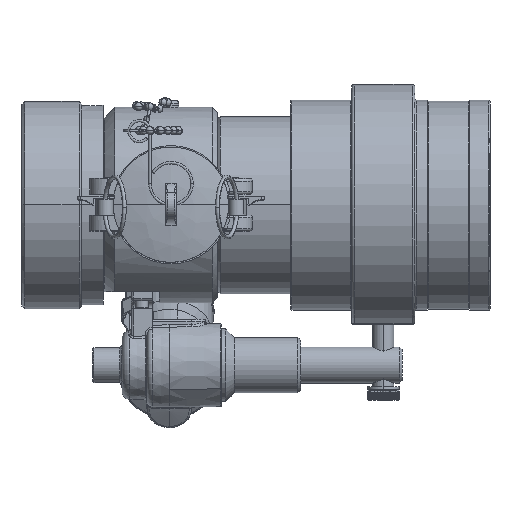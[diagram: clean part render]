
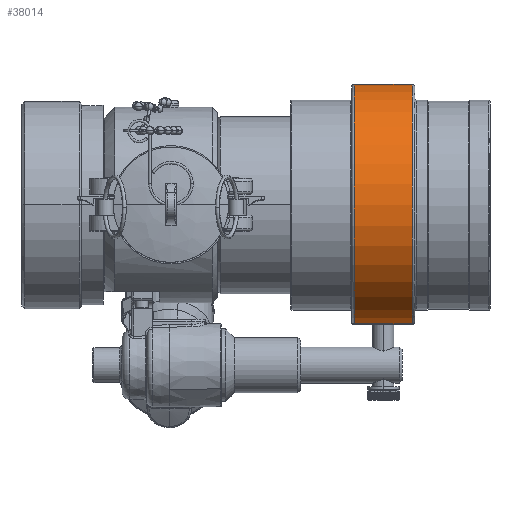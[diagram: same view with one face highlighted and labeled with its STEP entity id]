
A CAD part, top view. The second image highlights one B-rep face of the part: STEP entity #38014.
In plain terms, the highlighted cylindrical face has radius 73.025 mm (diameter 146.05 mm), a partial arc.
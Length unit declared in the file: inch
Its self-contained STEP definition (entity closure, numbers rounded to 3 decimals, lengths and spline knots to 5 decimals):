
#37304=CARTESIAN_POINT('',(4.3665,0.,0.));
#37305=DIRECTION('',(1.,0.,0.));
#37306=DIRECTION('',(0.,-0.985,-0.174));
#37307=AXIS2_PLACEMENT_3D('',#37304,#37305,#37306);
#37324=DIRECTION('',(-1.,0.,0.));
#37325=VECTOR('',#37324,1.38);
#37326=CARTESIAN_POINT('',(5.7465,-2.83103,
0.50088));
#37327=LINE('',#37326,#37325);
#37328=DIRECTION('',(-1.,0.,0.));
#37329=VECTOR('',#37328,1.38);
#37330=CARTESIAN_POINT('',(5.7465,-2.83103,
-0.50088));
#37331=LINE('',#37330,#37329);
#37332=CARTESIAN_POINT('',(5.7465,0.,0.));
#37333=DIRECTION('',(-1.,0.,0.));
#37334=DIRECTION('',(0.,-0.985,0.174));
#37335=AXIS2_PLACEMENT_3D('',#37332,#37333,#37334);
#37362=CARTESIAN_POINT('',(5.7465,-2.83103,
0.50088));
#37415=CARTESIAN_POINT('',(5.7465,-2.83103,
-0.50088));
#37417=CARTESIAN_POINT('',(4.3665,-2.83103,
-0.50088));
#37470=CARTESIAN_POINT('',(4.3665,-2.83103,
0.50088));
#37566=VERTEX_POINT('',#37362);
#37567=VERTEX_POINT('',#37415);
#37572=VERTEX_POINT('',#37417);
#37573=VERTEX_POINT('',#37470);
#38000=CARTESIAN_POINT('',(5.8815,0.,0.));
#38001=DIRECTION('',(-1.,0.,0.));
#38002=DIRECTION('',(0.,-1.,0.));
#38003=AXIS2_PLACEMENT_3D('',#38000,#38001,#38002);
#38004=CYLINDRICAL_SURFACE('',#38003,2.875);
#38006=ORIENTED_EDGE('',*,*,#38005,.F.);
#38008=ORIENTED_EDGE('',*,*,#38007,.T.);
#38009=ORIENTED_EDGE('',*,*,#37990,.F.);
#38011=ORIENTED_EDGE('',*,*,#38010,.F.);
#38012=EDGE_LOOP('',(#38006,#38008,#38009,#38011));
#38013=FACE_OUTER_BOUND('',#38012,.F.);
#37308=CIRCLE('',#37307,2.875);
#37336=CIRCLE('',#37335,2.875);
#37990=EDGE_CURVE('',#37572,#37573,#37308,.T.);
#38005=EDGE_CURVE('',#37566,#37567,#37336,.T.);
#38007=EDGE_CURVE('',#37566,#37573,#37327,.T.);
#38010=EDGE_CURVE('',#37567,#37572,#37331,.T.);
#38014=ADVANCED_FACE('',(#38013),#38004,.T.);
